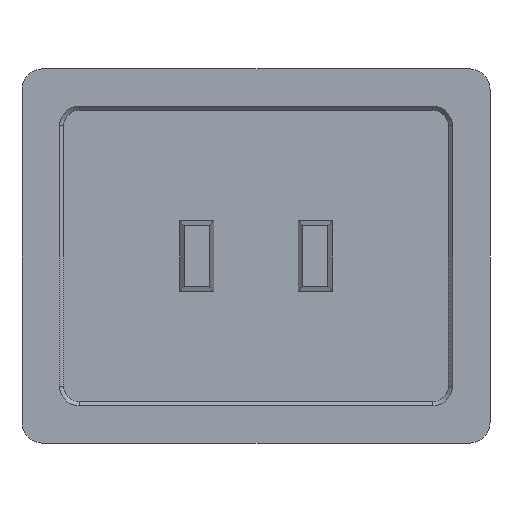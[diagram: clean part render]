
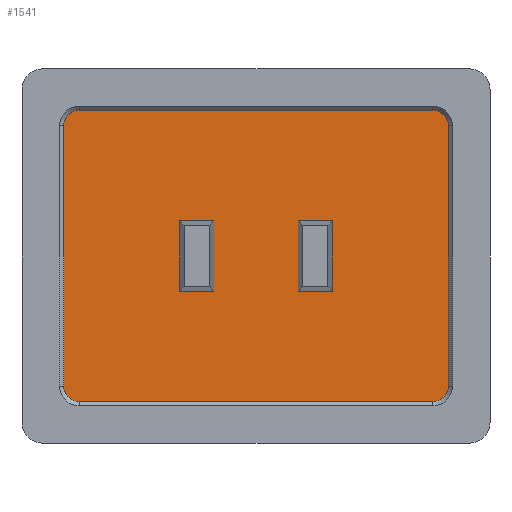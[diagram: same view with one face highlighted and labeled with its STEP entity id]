
A CAD part, front view. The second image highlights one B-rep face of the part: STEP entity #1541.
In plain terms, the highlighted planar face has unit normal (0, -1, 0).
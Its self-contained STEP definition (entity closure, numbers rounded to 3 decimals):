
#31 = DIRECTION ( 'NONE',  ( 0., 0., -1. ) ) ;
#54 = VERTEX_POINT ( 'NONE', #540 ) ;
#90 = DIRECTION ( 'NONE',  ( 0., 0., -1. ) ) ;
#93 = DIRECTION ( 'NONE',  ( 0., 0., 1. ) ) ;
#129 = DIRECTION ( 'NONE',  ( -1., 0., 0. ) ) ;
#136 = LINE ( 'NONE', #1704, #209 ) ;
#152 = VERTEX_POINT ( 'NONE', #1958 ) ;
#187 = EDGE_LOOP ( 'NONE', ( #2027, #2877, #1503, #2841, #324, #2628, #1323, #2582 ) ) ;
#189 = VERTEX_POINT ( 'NONE', #560 ) ;
#202 = VECTOR ( 'NONE', #1984, 1000. ) ;
#209 = VECTOR ( 'NONE', #129, 1000. ) ;
#212 = LINE ( 'NONE', #2463, #280 ) ;
#241 = EDGE_CURVE ( 'NONE', #1460, #189, #383, .T. ) ;
#257 = CARTESIAN_POINT ( 'NONE',  ( -8.5, 1.5, 6.25 ) ) ;
#260 = AXIS2_PLACEMENT_3D ( 'NONE', #953, #470, #2529 ) ;
#280 = VECTOR ( 'NONE', #438, 1000. ) ;
#291 = EDGE_CURVE ( 'NONE', #2374, #471, #212, .T. ) ;
#306 = CIRCLE ( 'NONE', #594, 0.75 ) ;
#324 = ORIENTED_EDGE ( 'NONE', *, *, #2677, .T. ) ;
#329 = EDGE_CURVE ( 'NONE', #189, #1804, #2721, .T. ) ;
#366 = AXIS2_PLACEMENT_3D ( 'NONE', #2761, #1821, #472 ) ;
#376 = EDGE_CURVE ( 'NONE', #54, #785, #2172, .T. ) ;
#383 = LINE ( 'NONE', #2187, #2726 ) ;
#423 = CARTESIAN_POINT ( 'NONE',  ( -2.025, 1.5, -1.7 ) ) ;
#438 = DIRECTION ( 'NONE',  ( 0., 0., 1. ) ) ;
#455 = VECTOR ( 'NONE', #1137, 1000. ) ;
#464 = VERTEX_POINT ( 'NONE', #2052 ) ;
#470 = DIRECTION ( 'NONE',  ( 0., -1., 0. ) ) ;
#471 = VERTEX_POINT ( 'NONE', #2301 ) ;
#472 = DIRECTION ( 'NONE',  ( 0., 0., 1. ) ) ;
#516 = LINE ( 'NONE', #2498, #662 ) ;
#540 = CARTESIAN_POINT ( 'NONE',  ( -3.675, 1.5, 1.7 ) ) ;
#548 = AXIS2_PLACEMENT_3D ( 'NONE', #257, #2547, #2758 ) ;
#560 = CARTESIAN_POINT ( 'NONE',  ( 3.675, 1.5, -1.7 ) ) ;
#594 = AXIS2_PLACEMENT_3D ( 'NONE', #985, #1893, #93 ) ;
#639 = ORIENTED_EDGE ( 'NONE', *, *, #834, .F. ) ;
#652 = CARTESIAN_POINT ( 'NONE',  ( -9.25, 1.5, -6.25 ) ) ;
#662 = VECTOR ( 'NONE', #31, 1000. ) ;
#681 = EDGE_CURVE ( 'NONE', #152, #1954, #1359, .T. ) ;
#710 = DIRECTION ( 'NONE',  ( 0., 0., 1. ) ) ;
#740 = ORIENTED_EDGE ( 'NONE', *, *, #1455, .F. ) ;
#785 = VERTEX_POINT ( 'NONE', #806 ) ;
#806 = CARTESIAN_POINT ( 'NONE',  ( -3.675, 1.5, -1.7 ) ) ;
#834 = EDGE_CURVE ( 'NONE', #785, #1256, #2863, .T. ) ;
#925 = CARTESIAN_POINT ( 'NONE',  ( -2.025, 1.5, -1.7 ) ) ;
#943 = PLANE ( 'NONE',  #366 ) ;
#946 = CARTESIAN_POINT ( 'NONE',  ( 3.675, 1.5, 1.7 ) ) ;
#952 = EDGE_CURVE ( 'NONE', #1176, #1460, #516, .T. ) ;
#953 = CARTESIAN_POINT ( 'NONE',  ( 8.5, 1.5, -6.25 ) ) ;
#966 = CARTESIAN_POINT ( 'NONE',  ( 9.25, 1.5, -6.25 ) ) ;
#969 = CARTESIAN_POINT ( 'NONE',  ( 8.5, 1.5, 6.25 ) ) ;
#985 = CARTESIAN_POINT ( 'NONE',  ( -8.5, 1.5, -6.25 ) ) ;
#1008 = CARTESIAN_POINT ( 'NONE',  ( -2.025, 1.5, 1.7 ) ) ;
#1010 = CARTESIAN_POINT ( 'NONE',  ( -2.025, 1.5, -1.7 ) ) ;
#1022 = FACE_BOUND ( 'NONE', #1140, .T. ) ;
#1027 = ORIENTED_EDGE ( 'NONE', *, *, #329, .F. ) ;
#1030 = ORIENTED_EDGE ( 'NONE', *, *, #241, .F. ) ;
#1053 = CARTESIAN_POINT ( 'NONE',  ( 3.675, 1.5, 1.7 ) ) ;
#1120 = CARTESIAN_POINT ( 'NONE',  ( 3.675, 1.5, -1.7 ) ) ;
#1137 = DIRECTION ( 'NONE',  ( 0., 0., 1. ) ) ;
#1140 = EDGE_LOOP ( 'NONE', ( #2550, #2220, #1027, #1030 ) ) ;
#1141 = CARTESIAN_POINT ( 'NONE',  ( 2.025, 1.5, -1.7 ) ) ;
#1176 = VERTEX_POINT ( 'NONE', #1896 ) ;
#1215 = ORIENTED_EDGE ( 'NONE', *, *, #376, .F. ) ;
#1224 = EDGE_LOOP ( 'NONE', ( #1215, #1985, #740, #639 ) ) ;
#1225 = EDGE_CURVE ( 'NONE', #1804, #1176, #1660, .T. ) ;
#1242 = EDGE_CURVE ( 'NONE', #1469, #464, #136, .T. ) ;
#1256 = VERTEX_POINT ( 'NONE', #1010 ) ;
#1279 = CIRCLE ( 'NONE', #260, 0.75 ) ;
#1323 = ORIENTED_EDGE ( 'NONE', *, *, #2499, .T. ) ;
#1330 = CARTESIAN_POINT ( 'NONE',  ( 8.5, 1.5, -7. ) ) ;
#1334 = CARTESIAN_POINT ( 'NONE',  ( -2.025, 1.5, 1.7 ) ) ;
#1337 = DIRECTION ( 'NONE',  ( 1., 0., 0. ) ) ;
#1354 = DIRECTION ( 'NONE',  ( 1., 0., 0. ) ) ;
#1359 = LINE ( 'NONE', #1699, #1979 ) ;
#1455 = EDGE_CURVE ( 'NONE', #1256, #2732, #2105, .T. ) ;
#1460 = VERTEX_POINT ( 'NONE', #1141 ) ;
#1469 = VERTEX_POINT ( 'NONE', #2719 ) ;
#1503 = ORIENTED_EDGE ( 'NONE', *, *, #2133, .T. ) ;
#1519 = VECTOR ( 'NONE', #2000, 1000. ) ;
#1541 = ADVANCED_FACE ( 'NONE', ( #2467, #2209, #1022 ), #943, .F. ) ;
#1591 = VECTOR ( 'NONE', #2821, 1000. ) ;
#1628 = VECTOR ( 'NONE', #710, 1000. ) ;
#1654 = DIRECTION ( 'NONE',  ( 0., -1., 0. ) ) ;
#1655 = LINE ( 'NONE', #1334, #202 ) ;
#1660 = LINE ( 'NONE', #946, #1591 ) ;
#1691 = LINE ( 'NONE', #2031, #1519 ) ;
#1699 = CARTESIAN_POINT ( 'NONE',  ( -9.25, 1.5, 6.25 ) ) ;
#1704 = CARTESIAN_POINT ( 'NONE',  ( 8.5, 1.5, 7. ) ) ;
#1743 = VERTEX_POINT ( 'NONE', #1922 ) ;
#1796 = CARTESIAN_POINT ( 'NONE',  ( -3.675, 1.5, -1.7 ) ) ;
#1804 = VERTEX_POINT ( 'NONE', #1053 ) ;
#1821 = DIRECTION ( 'NONE',  ( 0., 1., 0. ) ) ;
#1831 = CIRCLE ( 'NONE', #2783, 0.75 ) ;
#1893 = DIRECTION ( 'NONE',  ( 0., -1., 0. ) ) ;
#1896 = CARTESIAN_POINT ( 'NONE',  ( 2.025, 1.5, 1.7 ) ) ;
#1922 = CARTESIAN_POINT ( 'NONE',  ( -8.5, 1.5, -7. ) ) ;
#1954 = VERTEX_POINT ( 'NONE', #652 ) ;
#1958 = CARTESIAN_POINT ( 'NONE',  ( -9.25, 1.5, 6.25 ) ) ;
#1979 = VECTOR ( 'NONE', #90, 1000. ) ;
#1984 = DIRECTION ( 'NONE',  ( -1., 0., 0. ) ) ;
#1985 = ORIENTED_EDGE ( 'NONE', *, *, #2287, .F. ) ;
#2000 = DIRECTION ( 'NONE',  ( 1., 0., 0. ) ) ;
#2022 = DIRECTION ( 'NONE',  ( 0., 0., -1. ) ) ;
#2027 = ORIENTED_EDGE ( 'NONE', *, *, #2864, .T. ) ;
#2031 = CARTESIAN_POINT ( 'NONE',  ( -8.5, 1.5, -7. ) ) ;
#2039 = VECTOR ( 'NONE', #2022, 1000. ) ;
#2052 = CARTESIAN_POINT ( 'NONE',  ( -8.5, 1.5, 7. ) ) ;
#2105 = LINE ( 'NONE', #925, #1628 ) ;
#2133 = EDGE_CURVE ( 'NONE', #2514, #2374, #1279, .T. ) ;
#2172 = LINE ( 'NONE', #1796, #2039 ) ;
#2187 = CARTESIAN_POINT ( 'NONE',  ( 3.675, 1.5, -1.7 ) ) ;
#2209 = FACE_OUTER_BOUND ( 'NONE', #187, .T. ) ;
#2220 = ORIENTED_EDGE ( 'NONE', *, *, #1225, .F. ) ;
#2287 = EDGE_CURVE ( 'NONE', #2732, #54, #1655, .T. ) ;
#2301 = CARTESIAN_POINT ( 'NONE',  ( 9.25, 1.5, 6.25 ) ) ;
#2326 = VECTOR ( 'NONE', #1354, 1000. ) ;
#2374 = VERTEX_POINT ( 'NONE', #966 ) ;
#2463 = CARTESIAN_POINT ( 'NONE',  ( 9.25, 1.5, -6.25 ) ) ;
#2467 = FACE_BOUND ( 'NONE', #1224, .T. ) ;
#2498 = CARTESIAN_POINT ( 'NONE',  ( 2.025, 1.5, -1.7 ) ) ;
#2499 = EDGE_CURVE ( 'NONE', #464, #152, #2792, .T. ) ;
#2514 = VERTEX_POINT ( 'NONE', #1330 ) ;
#2529 = DIRECTION ( 'NONE',  ( 0., 0., 1. ) ) ;
#2547 = DIRECTION ( 'NONE',  ( 0., -1., 0. ) ) ;
#2550 = ORIENTED_EDGE ( 'NONE', *, *, #952, .F. ) ;
#2561 = DIRECTION ( 'NONE',  ( 0., 0., 1. ) ) ;
#2582 = ORIENTED_EDGE ( 'NONE', *, *, #681, .T. ) ;
#2628 = ORIENTED_EDGE ( 'NONE', *, *, #1242, .T. ) ;
#2677 = EDGE_CURVE ( 'NONE', #471, #1469, #1831, .T. ) ;
#2719 = CARTESIAN_POINT ( 'NONE',  ( 8.5, 1.5, 7. ) ) ;
#2721 = LINE ( 'NONE', #1120, #455 ) ;
#2726 = VECTOR ( 'NONE', #1337, 1000. ) ;
#2732 = VERTEX_POINT ( 'NONE', #1008 ) ;
#2758 = DIRECTION ( 'NONE',  ( 0., 0., 1. ) ) ;
#2761 = CARTESIAN_POINT ( 'NONE',  ( 10.25, 1.5, 8. ) ) ;
#2783 = AXIS2_PLACEMENT_3D ( 'NONE', #969, #1654, #2561 ) ;
#2792 = CIRCLE ( 'NONE', #548, 0.75 ) ;
#2812 = EDGE_CURVE ( 'NONE', #1743, #2514, #1691, .T. ) ;
#2821 = DIRECTION ( 'NONE',  ( -1., 0., 0. ) ) ;
#2841 = ORIENTED_EDGE ( 'NONE', *, *, #291, .T. ) ;
#2863 = LINE ( 'NONE', #423, #2326 ) ;
#2864 = EDGE_CURVE ( 'NONE', #1954, #1743, #306, .T. ) ;
#2877 = ORIENTED_EDGE ( 'NONE', *, *, #2812, .T. ) ;
